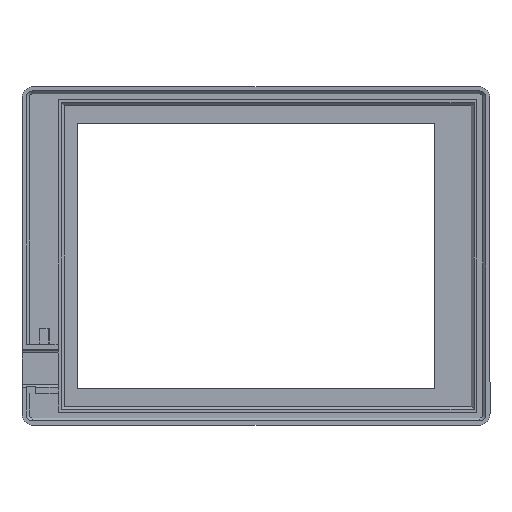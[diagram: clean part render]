
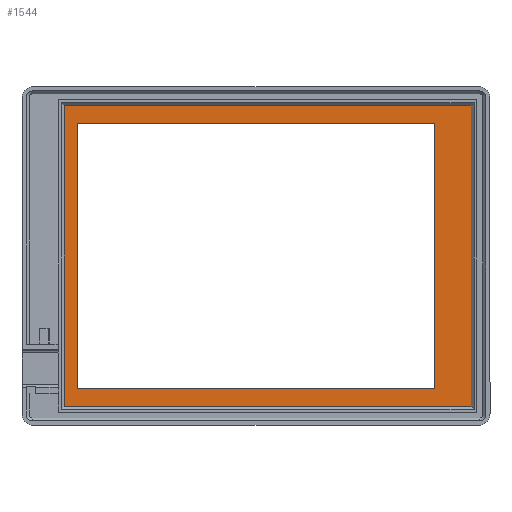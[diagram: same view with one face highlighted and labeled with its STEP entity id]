
A CAD part, top view. The second image highlights one B-rep face of the part: STEP entity #1544.
In plain terms, the highlighted planar face has unit normal (0, 0, 1).
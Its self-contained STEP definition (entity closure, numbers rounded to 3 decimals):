
#30=FACE_BOUND('',#228,.T.);
#140=FACE_OUTER_BOUND('',#227,.T.);
#227=EDGE_LOOP('',(#1272,#1273,#1274,#1275));
#228=EDGE_LOOP('',(#1276,#1277,#1278,#1279));
#326=LINE('',#2287,#506);
#330=LINE('',#2294,#510);
#333=LINE('',#2300,#513);
#334=LINE('',#2302,#514);
#395=LINE('',#2667,#575);
#396=LINE('',#2669,#576);
#397=LINE('',#2671,#577);
#398=LINE('',#2672,#578);
#506=VECTOR('',#1825,10.);
#510=VECTOR('',#1831,10.);
#513=VECTOR('',#1836,10.);
#514=VECTOR('',#1839,10.);
#575=VECTOR('',#1976,10.);
#576=VECTOR('',#1977,10.);
#577=VECTOR('',#1978,10.);
#578=VECTOR('',#1979,10.);
#688=VERTEX_POINT('',#2284);
#689=VERTEX_POINT('',#2286);
#691=VERTEX_POINT('',#2292);
#693=VERTEX_POINT('',#2298);
#734=VERTEX_POINT('',#2665);
#735=VERTEX_POINT('',#2666);
#736=VERTEX_POINT('',#2668);
#737=VERTEX_POINT('',#2670);
#845=EDGE_CURVE('',#689,#688,#326,.T.);
#849=EDGE_CURVE('',#688,#691,#330,.T.);
#852=EDGE_CURVE('',#691,#693,#333,.T.);
#853=EDGE_CURVE('',#693,#689,#334,.T.);
#932=EDGE_CURVE('',#734,#735,#395,.T.);
#933=EDGE_CURVE('',#736,#734,#396,.T.);
#934=EDGE_CURVE('',#737,#736,#397,.T.);
#935=EDGE_CURVE('',#735,#737,#398,.T.);
#1272=ORIENTED_EDGE('',*,*,#845,.T.);
#1273=ORIENTED_EDGE('',*,*,#849,.T.);
#1274=ORIENTED_EDGE('',*,*,#852,.T.);
#1275=ORIENTED_EDGE('',*,*,#853,.T.);
#1276=ORIENTED_EDGE('',*,*,#932,.F.);
#1277=ORIENTED_EDGE('',*,*,#933,.F.);
#1278=ORIENTED_EDGE('',*,*,#934,.F.);
#1279=ORIENTED_EDGE('',*,*,#935,.F.);
#1462=PLANE('',#1658);
#1544=ADVANCED_FACE('',(#140,#30),#1462,.F.);
#1658=AXIS2_PLACEMENT_3D('',#2664,#1974,#1975);
#1825=DIRECTION('',(1.,0.,0.));
#1831=DIRECTION('',(0.,1.,0.));
#1836=DIRECTION('',(-1.,0.,0.));
#1839=DIRECTION('',(0.,-1.,0.));
#1974=DIRECTION('center_axis',(0.,0.,-1.));
#1975=DIRECTION('ref_axis',(-1.,0.,0.));
#1976=DIRECTION('',(0.,-1.,0.));
#1977=DIRECTION('',(-1.,0.,0.));
#1978=DIRECTION('',(0.,1.,0.));
#1979=DIRECTION('',(1.,0.,0.));
#2284=CARTESIAN_POINT('',(74.2,-51.9,2.3));
#2286=CARTESIAN_POINT('',(-66.2,-51.9,2.3));
#2287=CARTESIAN_POINT('',(37.1,-51.9,2.3));
#2292=CARTESIAN_POINT('',(74.2,51.9,2.3));
#2294=CARTESIAN_POINT('',(74.2,25.95,2.3));
#2298=CARTESIAN_POINT('',(-66.2,51.9,2.3));
#2300=CARTESIAN_POINT('',(-33.1,51.9,2.3));
#2302=CARTESIAN_POINT('',(-66.2,-25.95,2.3));
#2664=CARTESIAN_POINT('Origin',(0.,0.,
2.3));
#2665=CARTESIAN_POINT('',(-61.7,45.8,2.3));
#2666=CARTESIAN_POINT('',(-61.7,-45.8,2.3));
#2667=CARTESIAN_POINT('',(-61.7,-22.9,2.3));
#2668=CARTESIAN_POINT('',(61.7,45.8,2.3));
#2669=CARTESIAN_POINT('',(-30.85,45.8,2.3));
#2670=CARTESIAN_POINT('',(61.7,-45.8,2.3));
#2671=CARTESIAN_POINT('',(61.7,22.9,2.3));
#2672=CARTESIAN_POINT('',(30.85,-45.8,2.3));
